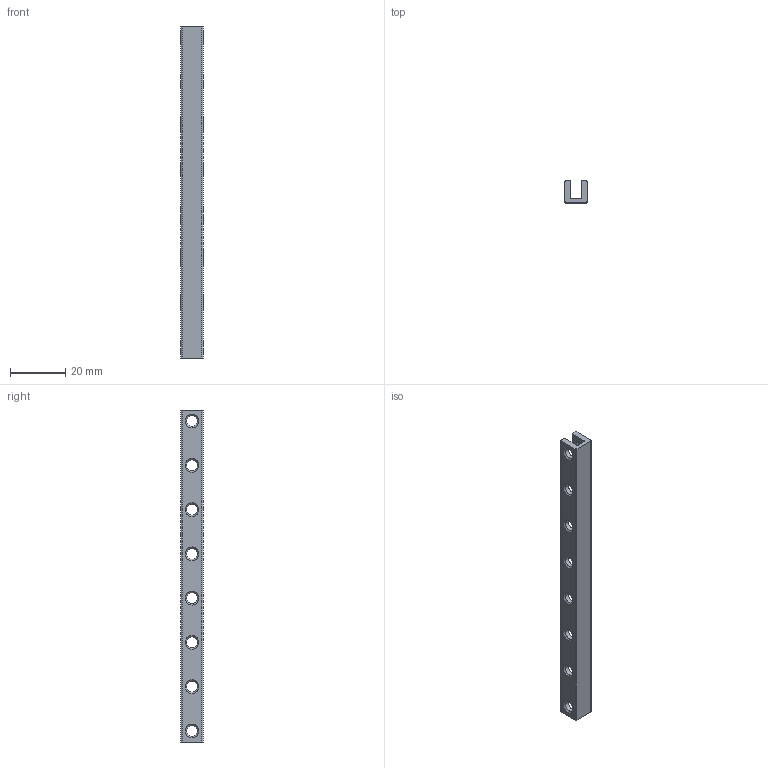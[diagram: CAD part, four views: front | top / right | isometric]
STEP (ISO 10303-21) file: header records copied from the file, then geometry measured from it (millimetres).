
FILE_DESCRIPTION (( 'STEP AP214' ), '1' );
FILE_NAME ('Beam0808-120µ¥¿×Áº.STEP', '2016-10-27T03:17:11', ( 'dell' ), ( '' ), 'SwSTEP 2.0', 'SolidWorks 2013', '' );
FILE_SCHEMA (( 'AUTOMOTIVE_DESIGN' ));
Length unit declared in the file: millimetre
Products named in the file (1): Beam0808-120等謂褽
Bounding box: 8 x 8 x 120 mm (x, y, z)
Volume: 4195.2 mm3; surface area: 5261.8 mm2
Topology: 1 solids, 1 shells, 82 faces, 240 edges, 160 vertices
Faces by surface type: cylinder 40, cone 32, plane 10
Entity records: 2906 total; most frequent: DIRECTION 550, CARTESIAN_POINT 483, ORIENTED_EDGE 480, EDGE_CURVE 240, AXIS2_PLACEMENT_3D 227, VERTEX_POINT 160, CIRCLE 144, EDGE_LOOP 114
